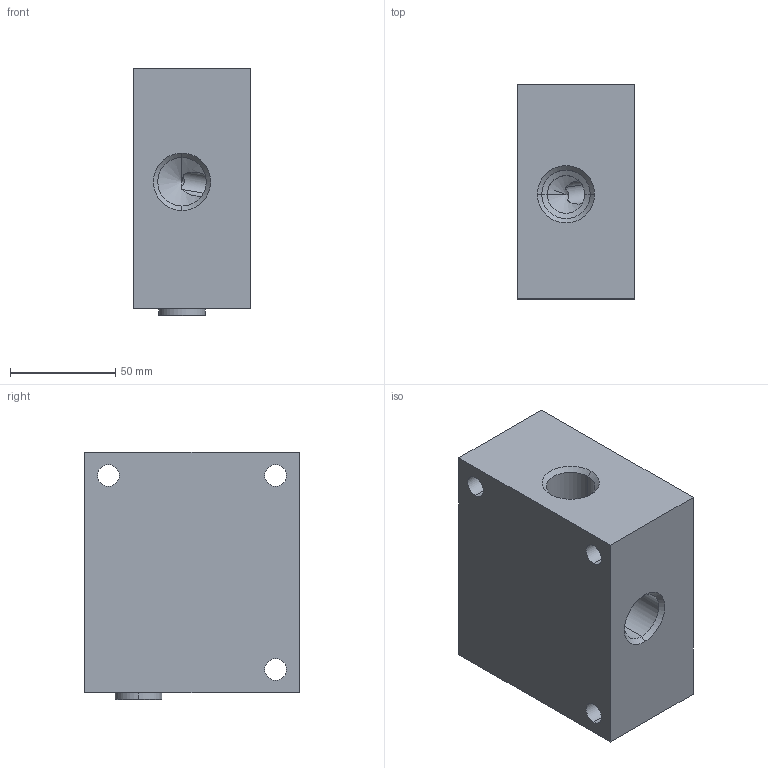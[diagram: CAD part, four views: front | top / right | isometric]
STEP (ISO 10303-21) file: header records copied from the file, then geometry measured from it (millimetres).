
FILE_DESCRIPTION((''),'2;1');
FILE_NAME('X7Y_ASM','2019-08-11T',('ProEService'),(''),'PRO/ENGINEER BY PARAMETRIC TECHNOLOGY CORPORATION, 2014200','PRO/ENGINEER BY PARAMETRIC TECHNOLOGY CORPORATION, 2014200','');
FILE_SCHEMA(('CONFIG_CONTROL_DESIGN'));
Length unit declared in the file: inch
Products named in the file (3): 157-963-001; A330-006-008; X7Y_ASM
Assembly tree (2 placements, depth 2):
  X7Y_ASM
    157-963-001
    A330-006-008
Bounding box: 55.58 x 101.6 x 117.63 mm (x, y, z)
Volume: 528580 mm3; surface area: 73413.1 mm2
Topology: 2 solids, 3 shells, 151 faces, 614 edges, 580 vertices
Faces by surface type: cone 60, cylinder 60, plane 25, torus 6
Entity records: 7357 total; most frequent: CARTESIAN_POINT 2411, DIRECTION 1044, ORIENTED_EDGE 768, EDGE_CURVE 384, VECTOR 374, LINE 374, AXIS2_PLACEMENT_3D 335, VERTEX_POINT 246
